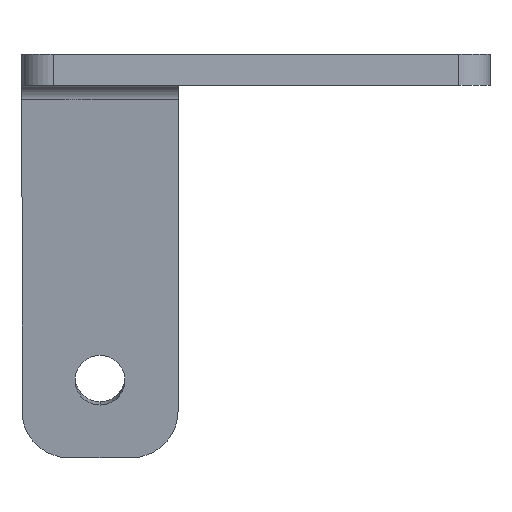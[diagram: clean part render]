
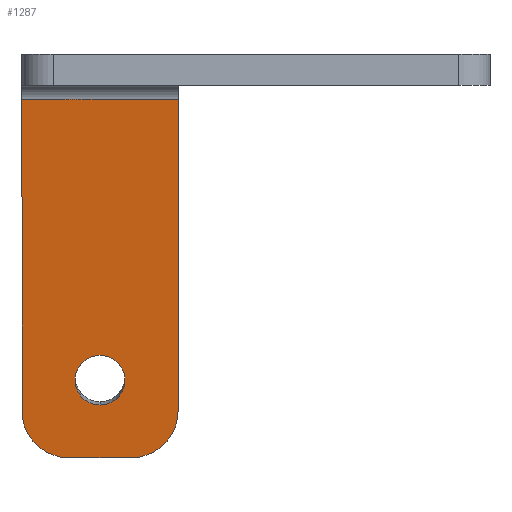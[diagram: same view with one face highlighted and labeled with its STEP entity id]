
A CAD part, left-side view. The second image highlights one B-rep face of the part: STEP entity #1287.
In plain terms, the highlighted planar face has unit normal (-0.995, 0, -0.104).
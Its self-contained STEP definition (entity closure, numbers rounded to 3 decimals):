
#1 = VECTOR ( 'NONE', #512, 1000. ) ;
#18 = CARTESIAN_POINT ( 'NONE',  ( 32.886, 25., -19.396 ) ) ;
#25 = DIRECTION ( 'NONE',  ( -0.995, 0., -0.105 ) ) ;
#64 = VERTEX_POINT ( 'NONE', #460 ) ;
#83 = EDGE_LOOP ( 'NONE', ( #785, #1024, #220, #548, #1007, #107 ) ) ;
#86 = AXIS2_PLACEMENT_3D ( 'NONE', #1068, #373, #709 ) ;
#103 = DIRECTION ( 'NONE',  ( 0.105, 0., -0.995 ) ) ;
#107 = ORIENTED_EDGE ( 'NONE', *, *, #840, .F. ) ;
#111 = EDGE_LOOP ( 'NONE', ( #500, #209 ) ) ;
#148 = LINE ( 'NONE', #416, #339 ) ;
#173 = VERTEX_POINT ( 'NONE', #967 ) ;
#203 = CIRCLE ( 'NONE', #761, 3. ) ;
#209 = ORIENTED_EDGE ( 'NONE', *, *, #908, .F. ) ;
#213 = VECTOR ( 'NONE', #415, 1000. ) ;
#220 = ORIENTED_EDGE ( 'NONE', *, *, #899, .T. ) ;
#224 = AXIS2_PLACEMENT_3D ( 'NONE', #888, #970, #268 ) ;
#268 = DIRECTION ( 'NONE',  ( -0.105, 0., 0.995 ) ) ;
#284 = EDGE_CURVE ( 'NONE', #1080, #363, #615, .T. ) ;
#312 = CARTESIAN_POINT ( 'NONE',  ( 33.096, 23., -21.385 ) ) ;
#320 = VERTEX_POINT ( 'NONE', #1283 ) ;
#321 = DIRECTION ( 'NONE',  ( -0.105, 0., 0.995 ) ) ;
#339 = VECTOR ( 'NONE', #1114, 1000. ) ;
#359 = CARTESIAN_POINT ( 'NONE',  ( 33.096, 30., -21.385 ) ) ;
#363 = VERTEX_POINT ( 'NONE', #532 ) ;
#373 = DIRECTION ( 'NONE',  ( 0.995, 0., 0.105 ) ) ;
#415 = DIRECTION ( 'NONE',  ( 0., -1., 0. ) ) ;
#416 = CARTESIAN_POINT ( 'NONE',  ( 30.521, 20., 3.113 ) ) ;
#423 = FACE_OUTER_BOUND ( 'NONE', #83, .T. ) ;
#434 = EDGE_CURVE ( 'NONE', #636, #602, #203, .T. ) ;
#445 = VERTEX_POINT ( 'NONE', #524 ) ;
#449 = EDGE_CURVE ( 'NONE', #602, #64, #148, .T. ) ;
#452 = AXIS2_PLACEMENT_3D ( 'NONE', #18, #25, #321 ) ;
#460 = CARTESIAN_POINT ( 'NONE',  ( 30.995, 20., -1.395 ) ) ;
#500 = ORIENTED_EDGE ( 'NONE', *, *, #746, .F. ) ;
#501 = DIRECTION ( 'NONE',  ( 0.105, 0., -0.995 ) ) ;
#507 = CARTESIAN_POINT ( 'NONE',  ( 33.096, 27., -21.385 ) ) ;
#512 = DIRECTION ( 'NONE',  ( 0., -1., 0. ) ) ;
#524 = CARTESIAN_POINT ( 'NONE',  ( 32.719, 25., -17.805 ) ) ;
#529 = EDGE_CURVE ( 'NONE', #320, #1080, #990, .T. ) ;
#531 = CARTESIAN_POINT ( 'NONE',  ( 33.409, 0., -24.369 ) ) ;
#532 = CARTESIAN_POINT ( 'NONE',  ( 33.409, 27., -24.369 ) ) ;
#548 = ORIENTED_EDGE ( 'NONE', *, *, #434, .T. ) ;
#552 = DIRECTION ( 'NONE',  ( 0.105, 0., -0.995 ) ) ;
#602 = VERTEX_POINT ( 'NONE', #1252 ) ;
#615 = CIRCLE ( 'NONE', #935, 3. ) ;
#636 = VERTEX_POINT ( 'NONE', #766 ) ;
#654 = CARTESIAN_POINT ( 'NONE',  ( 30.521, 30., 3.113 ) ) ;
#709 = DIRECTION ( 'NONE',  ( 0.105, 0., -0.995 ) ) ;
#721 = FACE_BOUND ( 'NONE', #111, .T. ) ;
#724 = CIRCLE ( 'NONE', #224, 1.6 ) ;
#733 = DIRECTION ( 'NONE',  ( -0.995, 0., -0.105 ) ) ;
#736 = LINE ( 'NONE', #992, #1 ) ;
#746 = EDGE_CURVE ( 'NONE', #445, #173, #724, .T. ) ;
#761 = AXIS2_PLACEMENT_3D ( 'NONE', #312, #733, #103 ) ;
#766 = CARTESIAN_POINT ( 'NONE',  ( 33.409, 23., -24.369 ) ) ;
#785 = ORIENTED_EDGE ( 'NONE', *, *, #529, .T. ) ;
#795 = DIRECTION ( 'NONE',  ( -0.995, 0., -0.105 ) ) ;
#810 = LINE ( 'NONE', #531, #213 ) ;
#840 = EDGE_CURVE ( 'NONE', #320, #64, #736, .T. ) ;
#888 = CARTESIAN_POINT ( 'NONE',  ( 32.886, 25., -19.396 ) ) ;
#895 = PLANE ( 'NONE',  #86 ) ;
#899 = EDGE_CURVE ( 'NONE', #363, #636, #810, .T. ) ;
#908 = EDGE_CURVE ( 'NONE', #173, #445, #1224, .T. ) ;
#935 = AXIS2_PLACEMENT_3D ( 'NONE', #507, #795, #501 ) ;
#967 = CARTESIAN_POINT ( 'NONE',  ( 33.054, 25., -20.987 ) ) ;
#970 = DIRECTION ( 'NONE',  ( -0.995, 0., -0.105 ) ) ;
#990 = LINE ( 'NONE', #654, #1075 ) ;
#992 = CARTESIAN_POINT ( 'NONE',  ( 30.995, 30., -1.395 ) ) ;
#1007 = ORIENTED_EDGE ( 'NONE', *, *, #449, .T. ) ;
#1024 = ORIENTED_EDGE ( 'NONE', *, *, #284, .T. ) ;
#1068 = CARTESIAN_POINT ( 'NONE',  ( 30.521, 0., 3.113 ) ) ;
#1075 = VECTOR ( 'NONE', #552, 1000. ) ;
#1080 = VERTEX_POINT ( 'NONE', #359 ) ;
#1114 = DIRECTION ( 'NONE',  ( -0.105, 0., 0.995 ) ) ;
#1224 = CIRCLE ( 'NONE', #452, 1.6 ) ;
#1252 = CARTESIAN_POINT ( 'NONE',  ( 33.096, 20., -21.385 ) ) ;
#1283 = CARTESIAN_POINT ( 'NONE',  ( 30.995, 30., -1.395 ) ) ;
#1287 = ADVANCED_FACE ( 'NONE', ( #721, #423 ), #895, .F. ) ;
